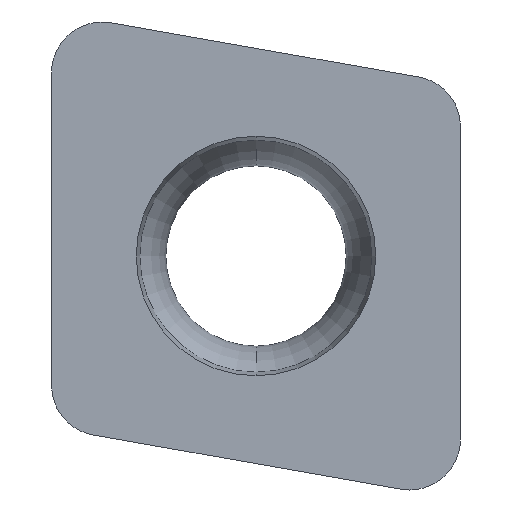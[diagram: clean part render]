
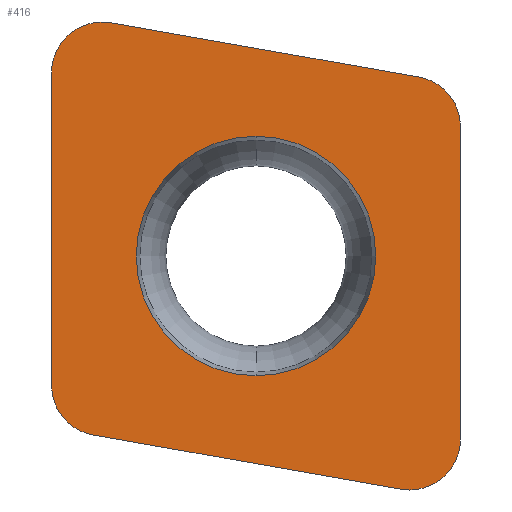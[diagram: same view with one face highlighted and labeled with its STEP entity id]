
A CAD part, left-side view. The second image highlights one B-rep face of the part: STEP entity #416.
In plain terms, the highlighted planar face has unit normal (-1, 0, 0).
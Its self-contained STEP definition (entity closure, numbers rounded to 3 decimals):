
#50=CARTESIAN_POINT('',(0.,0.932,0.164));
#51=CARTESIAN_POINT('',(0.,0.777,0.137));
#52=CARTESIAN_POINT('',(0.,0.541,0.172));
#53=CARTESIAN_POINT('',(0.,0.27,0.321));
#54=CARTESIAN_POINT('',(0.,0.075,0.563));
#55=CARTESIAN_POINT('',(0.,0.,0.789));
#56=CARTESIAN_POINT('',(0.,0.,0.946));
#62=DIRECTION('',(0.,0.985,0.174));
#63=VECTOR('',#62,4.835);
#64=CARTESIAN_POINT('',(0.,0.932,0.164));
#65=LINE('',#64,#63);
#69=CARTESIAN_POINT('',(0.,6.35,1.786));
#70=CARTESIAN_POINT('',(0.,6.35,1.564));
#71=CARTESIAN_POINT('',(0.,6.198,1.247));
#72=CARTESIAN_POINT('',(0.,5.913,1.043));
#73=CARTESIAN_POINT('',(0.,5.694,1.004));
#78=DIRECTION('',(0.,0.,1.));
#79=VECTOR('',#78,4.835);
#80=CARTESIAN_POINT('',(0.,6.35,1.786));
#81=LINE('',#80,#79);
#85=CARTESIAN_POINT('',(0.,5.418,7.403));
#86=CARTESIAN_POINT('',(0.,5.573,7.431));
#87=CARTESIAN_POINT('',(0.,5.809,7.396));
#88=CARTESIAN_POINT('',(0.,6.08,7.246));
#89=CARTESIAN_POINT('',(0.,6.275,7.005));
#90=CARTESIAN_POINT('',(0.,6.35,6.779));
#91=CARTESIAN_POINT('',(0.,6.35,6.621));
#96=DIRECTION('',(0.,-0.985,-0.174));
#97=VECTOR('',#96,4.835);
#98=CARTESIAN_POINT('',(0.,5.418,7.403));
#99=LINE('',#98,#97);
#103=CARTESIAN_POINT('',(0.,0.,5.782));
#104=CARTESIAN_POINT('',(0.,0.,6.004));
#105=CARTESIAN_POINT('',(0.,0.152,6.32));
#106=CARTESIAN_POINT('',(0.,0.437,6.525));
#107=CARTESIAN_POINT('',(0.,0.656,6.564));
#112=DIRECTION('',(0.,0.,-1.));
#113=VECTOR('',#112,4.835);
#114=CARTESIAN_POINT('',(0.,0.,5.782));
#115=LINE('',#114,#113);
#119=CARTESIAN_POINT('',(0.,3.175,3.784));
#120=DIRECTION('',(1.,0.,0.));
#121=DIRECTION('',(0.,0.,-1.));
#122=AXIS2_PLACEMENT_3D('',#119,#120,#121);
#127=CARTESIAN_POINT('',(0.,3.175,3.784));
#128=DIRECTION('',(1.,0.,0.));
#129=DIRECTION('',(0.,0.,1.));
#130=AXIS2_PLACEMENT_3D('',#127,#128,#129);
#359=CARTESIAN_POINT('',(0.,3.175,1.924));
#360=CARTESIAN_POINT('',(0.,3.175,5.644));
#361=VERTEX_POINT('',#359);
#362=VERTEX_POINT('',#360);
#367=VERTEX_POINT('',#50);
#368=VERTEX_POINT('',#56);
#372=VERTEX_POINT('',#103);
#373=VERTEX_POINT('',#107);
#377=VERTEX_POINT('',#85);
#378=VERTEX_POINT('',#91);
#382=VERTEX_POINT('',#69);
#383=VERTEX_POINT('',#73);
#387=CARTESIAN_POINT('',(0.,0.,0.));
#388=DIRECTION('',(-1.,0.,0.));
#389=DIRECTION('',(0.,0.,1.));
#390=AXIS2_PLACEMENT_3D('',#387,#388,#389);
#391=PLANE('',#390);
#393=ORIENTED_EDGE('',*,*,#392,.F.);
#395=ORIENTED_EDGE('',*,*,#394,.T.);
#397=ORIENTED_EDGE('',*,*,#396,.F.);
#399=ORIENTED_EDGE('',*,*,#398,.T.);
#401=ORIENTED_EDGE('',*,*,#400,.F.);
#403=ORIENTED_EDGE('',*,*,#402,.T.);
#405=ORIENTED_EDGE('',*,*,#404,.F.);
#407=ORIENTED_EDGE('',*,*,#406,.T.);
#408=EDGE_LOOP('',(#393,#395,#397,#399,#401,#403,#405,#407));
#409=FACE_OUTER_BOUND('',#408,.F.);
#411=ORIENTED_EDGE('',*,*,#410,.F.);
#413=ORIENTED_EDGE('',*,*,#412,.F.);
#414=EDGE_LOOP('',(#411,#413));
#415=FACE_BOUND('',#414,.F.);
#57=B_SPLINE_CURVE_WITH_KNOTS('',3,(#50,#51,#52,#53,#54,#55,#56),.UNSPECIFIED.,
.F.,.F.,(4,1,1,1,4),(0.,0.25,0.5,0.75,1.),.UNSPECIFIED.);
#74=B_SPLINE_CURVE_WITH_KNOTS('',3,(#69,#70,#71,#72,#73),.UNSPECIFIED.,.F.,.F.,(
4,1,4),(0.,0.5,1.),.UNSPECIFIED.);
#92=B_SPLINE_CURVE_WITH_KNOTS('',3,(#85,#86,#87,#88,#89,#90,#91),.UNSPECIFIED.,
.F.,.F.,(4,1,1,1,4),(0.,0.25,0.5,0.75,1.),.UNSPECIFIED.);
#108=B_SPLINE_CURVE_WITH_KNOTS('',3,(#103,#104,#105,#106,#107),.UNSPECIFIED.,
.F.,.F.,(4,1,4),(0.,0.5,1.),.UNSPECIFIED.);
#123=CIRCLE('',#122,1.86);
#131=CIRCLE('',#130,1.86);
#392=EDGE_CURVE('',#367,#368,#57,.T.);
#394=EDGE_CURVE('',#367,#383,#65,.T.);
#396=EDGE_CURVE('',#382,#383,#74,.T.);
#398=EDGE_CURVE('',#382,#378,#81,.T.);
#400=EDGE_CURVE('',#377,#378,#92,.T.);
#402=EDGE_CURVE('',#377,#373,#99,.T.);
#404=EDGE_CURVE('',#372,#373,#108,.T.);
#406=EDGE_CURVE('',#372,#368,#115,.T.);
#410=EDGE_CURVE('',#361,#362,#123,.T.);
#412=EDGE_CURVE('',#362,#361,#131,.T.);
#416=ADVANCED_FACE('',(#409,#415),#391,.T.);
